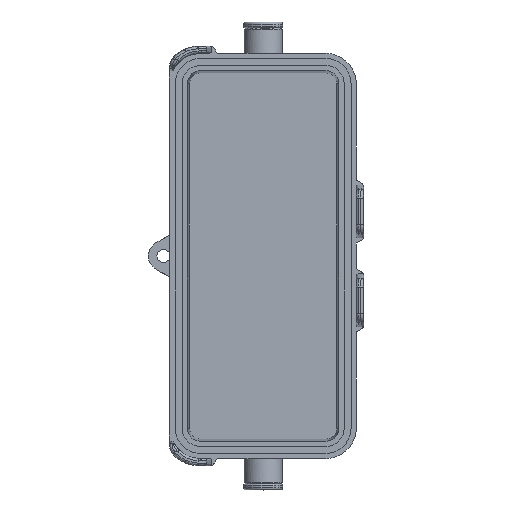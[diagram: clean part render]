
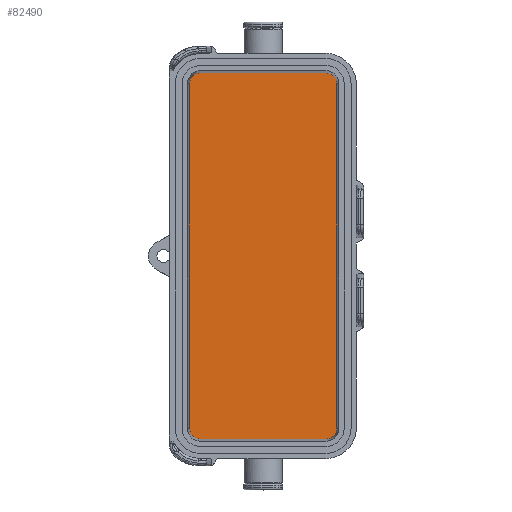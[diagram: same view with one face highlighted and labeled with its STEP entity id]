
A CAD part, top view. The second image highlights one B-rep face of the part: STEP entity #82490.
In plain terms, the highlighted planar face has unit normal (0, 0, 1).
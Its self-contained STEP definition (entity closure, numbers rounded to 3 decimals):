
#13920=CARTESIAN_POINT('',(-17.002,6.001,
-9.5));
#13930=VERTEX_POINT('',#13920);
#14090=CARTESIAN_POINT('',(-14.5,8.504,-9.5));
#14100=VERTEX_POINT('',#14090);
#14130=CARTESIAN_POINT('',(-14.5,6.001,-9.5));
#14140=DIRECTION('',(0.,0.,1.));
#14150=DIRECTION('',(1.,0.,0.));
#14160=AXIS2_PLACEMENT_3D('',#14130,#14140,#14150);
#14170=CIRCLE('',#14160,2.502);
#14180=EDGE_CURVE('',#14100,#13930,#14170,.T.);
#17340=CARTESIAN_POINT('',(14.5,8.504,-9.5));
#17350=VERTEX_POINT('',#17340);
#17510=CARTESIAN_POINT('',(17.002,6.001,
-9.5));
#17520=VERTEX_POINT('',#17510);
#17550=CARTESIAN_POINT('',(14.5,6.001,
-9.5));
#17560=DIRECTION('',(0.,0.,1.));
#17570=DIRECTION('',(1.,0.,0.));
#17580=AXIS2_PLACEMENT_3D('',#17550,#17560,#17570);
#17590=CIRCLE('',#17580,2.502);
#17600=EDGE_CURVE('',#17520,#17350,#17590,.T.);
#34900=CARTESIAN_POINT('',(0.,8.504,-9.5));
#34910=DIRECTION('',(1.,-0.,0.));
#34920=VECTOR('',#34910,1.);
#34930=LINE('',#34900,#34920);
#34940=EDGE_CURVE('',#14100,#17350,#34930,.T.);
#56300=CARTESIAN_POINT('',(-17.002,0.,-9.5));
#56310=DIRECTION('',(0.,1.,0.));
#56320=VECTOR('',#56310,1.);
#56330=LINE('',#56300,#56320);
#56340=CARTESIAN_POINT('',(-17.002,-73.499,
-9.5));
#56350=VERTEX_POINT('',#56340);
#56360=EDGE_CURVE('',#56350,#13930,#56330,.T.);
#58620=CARTESIAN_POINT('',(17.002,-73.499,
-9.5));
#58630=VERTEX_POINT('',#58620);
#58680=CARTESIAN_POINT('',(17.002,0.,-9.5));
#58690=DIRECTION('',(0.,-1.,-0.));
#58700=VECTOR('',#58690,1.);
#58710=LINE('',#58680,#58700);
#58720=EDGE_CURVE('',#17520,#58630,#58710,.T.);
#60900=CARTESIAN_POINT('',(-14.5,-76.001,-9.5));
#60910=VERTEX_POINT('',#60900);
#60940=CARTESIAN_POINT('',(0.,-76.001,-9.5));
#60950=DIRECTION('',(1.,-0.,0.));
#60960=VECTOR('',#60950,1.);
#60970=LINE('',#60940,#60960);
#60980=CARTESIAN_POINT('',(14.5,-76.001,-9.5));
#60990=VERTEX_POINT('',#60980);
#61000=EDGE_CURVE('',#60910,#60990,#60970,.T.);
#81300=CARTESIAN_POINT('',(-14.5,-73.499,
-9.5));
#81310=DIRECTION('',(0.,0.,-1.));
#81320=DIRECTION('',(1.,0.,0.));
#81330=AXIS2_PLACEMENT_3D('',#81300,#81310,#81320);
#81340=CIRCLE('',#81330,2.502);
#81350=EDGE_CURVE('',#60910,#56350,#81340,.T.);
#82280=CARTESIAN_POINT('',(18.389,-6.758,
-9.5));
#82290=DIRECTION('',(0.,0.,-1.));
#82300=DIRECTION('',(1.,0.,0.));
#82310=AXIS2_PLACEMENT_3D('',#82280,#82290,#82300);
#82320=PLANE('',#82310);
#82330=ORIENTED_EDGE('',*,*,#14180,.T.);
#82340=ORIENTED_EDGE('',*,*,#34940,.F.);
#82350=ORIENTED_EDGE('',*,*,#17600,.T.);
#82360=ORIENTED_EDGE('',*,*,#58720,.F.);
#82370=CARTESIAN_POINT('',(14.5,-73.499,
-9.5));
#82380=DIRECTION('',(0.,0.,-1.));
#82390=DIRECTION('',(1.,0.,0.));
#82400=AXIS2_PLACEMENT_3D('',#82370,#82380,#82390);
#82410=CIRCLE('',#82400,2.502);
#82420=EDGE_CURVE('',#58630,#60990,#82410,.T.);
#82430=ORIENTED_EDGE('',*,*,#82420,.F.);
#82440=ORIENTED_EDGE('',*,*,#61000,.T.);
#82450=ORIENTED_EDGE('',*,*,#81350,.F.);
#82460=ORIENTED_EDGE('',*,*,#56360,.F.);
#82470=EDGE_LOOP('',(#82460,#82450,#82440,#82430,#82360,#82350,#82340,
#82330));
#82480=FACE_OUTER_BOUND('',#82470,.T.);
#82490=ADVANCED_FACE('',(#82480),#82320,.F.);
